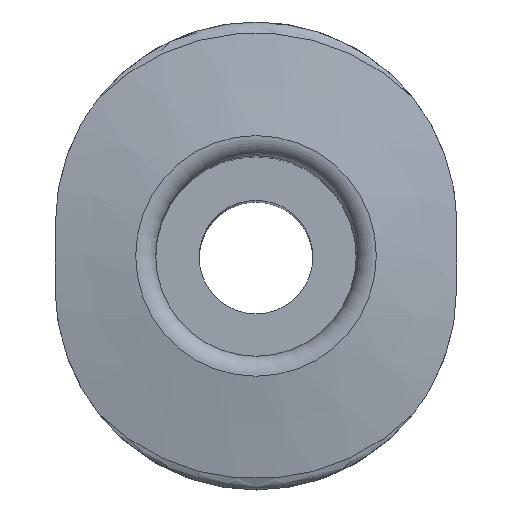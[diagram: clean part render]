
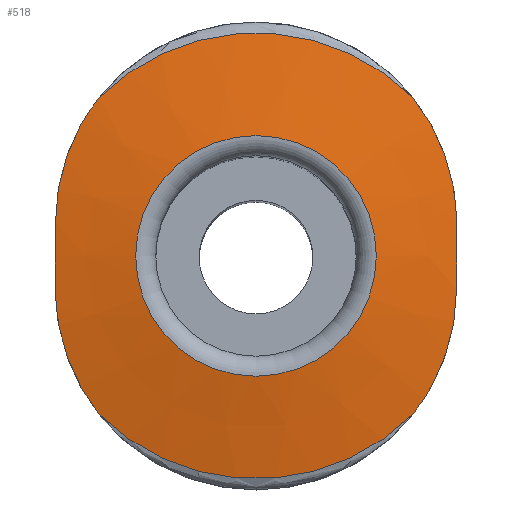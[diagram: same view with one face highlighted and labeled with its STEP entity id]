
A CAD part, top view. The second image highlights one B-rep face of the part: STEP entity #518.
In plain terms, the highlighted conical face has half-angle 80 degrees and reference radius 1.8 mm.
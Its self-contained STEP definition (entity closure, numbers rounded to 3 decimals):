
#54=B_SPLINE_CURVE_WITH_KNOTS('',3,(#709,#710,#711,#712),.UNSPECIFIED.,
 .F.,.F.,(4,4),(0.,0.002),.UNSPECIFIED.);
#55=B_SPLINE_CURVE_WITH_KNOTS('',3,(#714,#715,#716,#717),.UNSPECIFIED.,
 .F.,.F.,(4,4),(0.001,0.002),.UNSPECIFIED.);
#56=B_SPLINE_CURVE_WITH_KNOTS('',3,(#719,#720,#721,#722),.UNSPECIFIED.,
 .F.,.F.,(4,4),(0.,0.002),.UNSPECIFIED.);
#57=B_SPLINE_CURVE_WITH_KNOTS('',3,(#726,#727,#728,#729),.UNSPECIFIED.,
 .F.,.F.,(4,4),(0.,0.002),.UNSPECIFIED.);
#58=B_SPLINE_CURVE_WITH_KNOTS('',3,(#731,#732,#733,#734),.UNSPECIFIED.,
 .F.,.F.,(4,4),(0.001,0.002),.UNSPECIFIED.);
#59=B_SPLINE_CURVE_WITH_KNOTS('',3,(#736,#737,#738,#739),.UNSPECIFIED.,
 .F.,.F.,(4,4),(0.,0.002),.UNSPECIFIED.);
#64=ORIENTED_EDGE('',*,*,#142,.F.);
#65=ORIENTED_EDGE('',*,*,#143,.F.);
#66=ORIENTED_EDGE('',*,*,#144,.F.);
#67=ORIENTED_EDGE('',*,*,#145,.F.);
#68=ORIENTED_EDGE('',*,*,#146,.F.);
#69=ORIENTED_EDGE('',*,*,#147,.F.);
#70=ORIENTED_EDGE('',*,*,#148,.F.);
#71=ORIENTED_EDGE('',*,*,#149,.F.);
#72=ORIENTED_EDGE('',*,*,#150,.T.);
#142=EDGE_CURVE('',#181,#182,#214,.T.);
#143=EDGE_CURVE('',#183,#181,#54,.T.);
#144=EDGE_CURVE('',#184,#183,#55,.T.);
#145=EDGE_CURVE('',#185,#184,#56,.T.);
#146=EDGE_CURVE('',#186,#185,#215,.T.);
#147=EDGE_CURVE('',#187,#186,#57,.T.);
#148=EDGE_CURVE('',#188,#187,#58,.T.);
#149=EDGE_CURVE('',#182,#188,#59,.T.);
#150=EDGE_CURVE('',#189,#189,#216,.T.);
#181=VERTEX_POINT('',#707);
#182=VERTEX_POINT('',#708);
#183=VERTEX_POINT('',#713);
#184=VERTEX_POINT('',#718);
#185=VERTEX_POINT('',#723);
#186=VERTEX_POINT('',#725);
#187=VERTEX_POINT('',#730);
#188=VERTEX_POINT('',#735);
#189=VERTEX_POINT('',#741);
#214=CIRCLE('',#550,3.335);
#215=CIRCLE('',#551,3.335);
#216=CIRCLE('',#552,1.8);
#237=EDGE_LOOP('',(#64,#65,#66,#67,#68,#69,#70,#71));
#238=EDGE_LOOP('',(#72));
#283=FACE_BOUND('',#237,.T.);
#284=FACE_BOUND('',#238,.T.);
#329=CONICAL_SURFACE('',#549,1.8,1.396);
#518=ADVANCED_FACE('',(#283,#284),#329,.T.);
#549=AXIS2_PLACEMENT_3D('',#705,#600,#601);
#550=AXIS2_PLACEMENT_3D('',#706,#602,#603);
#551=AXIS2_PLACEMENT_3D('',#724,#604,#605);
#552=AXIS2_PLACEMENT_3D('',#740,#606,#607);
#600=DIRECTION('',(0.,0.,-1.));
#601=DIRECTION('',(-1.,0.,0.));
#602=DIRECTION('',(0.,0.,-1.));
#603=DIRECTION('',(-1.,0.,0.));
#604=DIRECTION('',(0.,0.,-1.));
#605=DIRECTION('',(-1.,0.,0.));
#606=DIRECTION('',(0.,0.,-1.));
#607=DIRECTION('',(-1.,0.,0.));
#705=CARTESIAN_POINT('',(0.,0.,27.));
#706=CARTESIAN_POINT('',(0.,0.,26.729));
#707=CARTESIAN_POINT('',(-2.346,2.37,26.729));
#708=CARTESIAN_POINT('',(2.346,2.37,26.729));
#709=CARTESIAN_POINT('',(-3.,0.5,26.781));
#710=CARTESIAN_POINT('',(-3.,1.18,26.761));
#711=CARTESIAN_POINT('',(-2.769,1.839,26.743));
#712=CARTESIAN_POINT('',(-2.346,2.37,26.729));
#713=CARTESIAN_POINT('',(-3.,0.5,26.781));
#714=CARTESIAN_POINT('',(-3.,-0.5,26.781));
#715=CARTESIAN_POINT('',(-3.,-0.167,26.791));
#716=CARTESIAN_POINT('',(-3.,0.167,26.791));
#717=CARTESIAN_POINT('',(-3.,0.5,26.781));
#718=CARTESIAN_POINT('',(-3.,-0.5,26.781));
#719=CARTESIAN_POINT('',(-2.346,-2.37,26.729));
#720=CARTESIAN_POINT('',(-2.768,-1.84,26.743));
#721=CARTESIAN_POINT('',(-3.,-1.178,26.761));
#722=CARTESIAN_POINT('',(-3.,-0.5,26.781));
#723=CARTESIAN_POINT('',(-2.346,-2.37,26.729));
#724=CARTESIAN_POINT('',(0.,0.,26.729));
#725=CARTESIAN_POINT('',(2.346,-2.37,26.729));
#726=CARTESIAN_POINT('',(3.,-0.5,26.781));
#727=CARTESIAN_POINT('',(3.,-1.18,26.761));
#728=CARTESIAN_POINT('',(2.769,-1.839,26.743));
#729=CARTESIAN_POINT('',(2.346,-2.37,26.729));
#730=CARTESIAN_POINT('',(3.,-0.5,26.781));
#731=CARTESIAN_POINT('',(3.,0.5,26.781));
#732=CARTESIAN_POINT('',(3.,0.167,26.791));
#733=CARTESIAN_POINT('',(3.,-0.167,26.791));
#734=CARTESIAN_POINT('',(3.,-0.5,26.781));
#735=CARTESIAN_POINT('',(3.,0.5,26.781));
#736=CARTESIAN_POINT('',(2.346,2.37,26.729));
#737=CARTESIAN_POINT('',(2.768,1.84,26.743));
#738=CARTESIAN_POINT('',(3.,1.178,26.761));
#739=CARTESIAN_POINT('',(3.,0.5,26.781));
#740=CARTESIAN_POINT('',(0.,0.,27.));
#741=CARTESIAN_POINT('',(-1.8,0.,27.));
